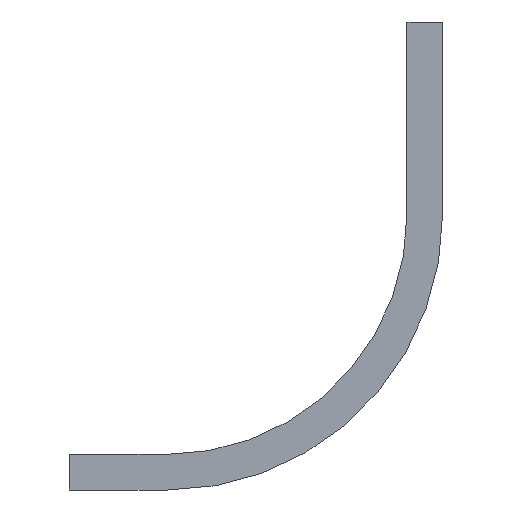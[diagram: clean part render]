
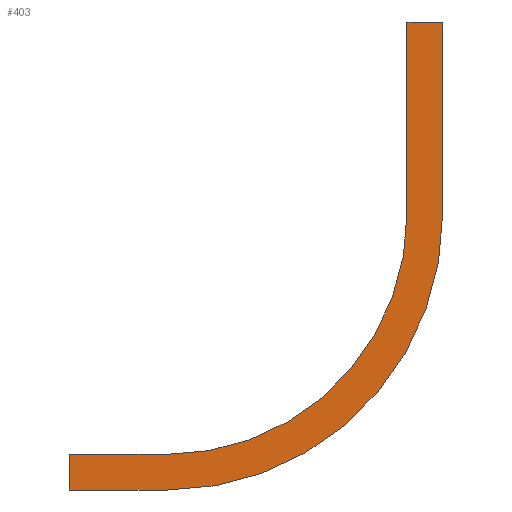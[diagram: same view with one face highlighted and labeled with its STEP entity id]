
A CAD part, front view. The second image highlights one B-rep face of the part: STEP entity #403.
In plain terms, the highlighted planar face has unit normal (0, -1, 0).
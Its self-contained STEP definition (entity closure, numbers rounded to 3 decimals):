
#17=CIRCLE('',#421,60.5);
#22=CIRCLE('',#432,69.5);
#39=FACE_OUTER_BOUND('',#59,.T.);
#59=EDGE_LOOP('',(#318,#319,#320,#321,#322,#323,#324,#325));
#81=LINE('',#578,#130);
#93=LINE('',#607,#142);
#102=LINE('',#633,#151);
#105=LINE('',#639,#154);
#106=LINE('',#640,#155);
#107=LINE('',#641,#156);
#130=VECTOR('',#464,10.);
#142=VECTOR('',#486,10.);
#151=VECTOR('',#511,10.);
#154=VECTOR('',#516,10.);
#155=VECTOR('',#517,10.);
#156=VECTOR('',#518,10.);
#176=VERTEX_POINT('',#574);
#178=VERTEX_POINT('',#577);
#185=VERTEX_POINT('',#594);
#186=VERTEX_POINT('',#596);
#190=VERTEX_POINT('',#605);
#198=VERTEX_POINT('',#630);
#199=VERTEX_POINT('',#632);
#201=VERTEX_POINT('',#638);
#217=EDGE_CURVE('',#178,#176,#81,.F.);
#226=EDGE_CURVE('',#186,#185,#17,.T.);
#231=EDGE_CURVE('',#185,#190,#93,.T.);
#244=EDGE_CURVE('',#199,#198,#102,.F.);
#247=EDGE_CURVE('',#201,#176,#105,.T.);
#248=EDGE_CURVE('',#186,#201,#106,.F.);
#249=EDGE_CURVE('',#199,#190,#107,.T.);
#250=EDGE_CURVE('',#198,#178,#22,.T.);
#318=ORIENTED_EDGE('',*,*,#247,.F.);
#319=ORIENTED_EDGE('',*,*,#248,.F.);
#320=ORIENTED_EDGE('',*,*,#226,.T.);
#321=ORIENTED_EDGE('',*,*,#231,.T.);
#322=ORIENTED_EDGE('',*,*,#249,.F.);
#323=ORIENTED_EDGE('',*,*,#244,.T.);
#324=ORIENTED_EDGE('',*,*,#250,.T.);
#325=ORIENTED_EDGE('',*,*,#217,.T.);
#384=PLANE('',#431);
#403=ADVANCED_FACE('',(#39),#384,.T.);
#421=AXIS2_PLACEMENT_3D('',#597,#478,#479);
#431=AXIS2_PLACEMENT_3D('',#637,#514,#515);
#432=AXIS2_PLACEMENT_3D('',#642,#519,#520);
#464=DIRECTION('',(0.,0.,-1.));
#478=DIRECTION('center_axis',(0.,1.,0.));
#479=DIRECTION('ref_axis',(0.707,0.,-0.707));
#486=DIRECTION('',(-1.,0.,0.));
#511=DIRECTION('',(-1.,0.,0.));
#514=DIRECTION('center_axis',(0.,-1.,0.));
#515=DIRECTION('ref_axis',(-1.,0.,0.));
#516=DIRECTION('',(1.,0.,0.));
#517=DIRECTION('',(0.,0.,-1.));
#518=DIRECTION('',(0.,0.,1.));
#519=DIRECTION('center_axis',(0.,-1.,0.));
#520=DIRECTION('ref_axis',(0.707,0.,-0.707));
#574=CARTESIAN_POINT('',(152.608,0.17,-42.957));
#577=CARTESIAN_POINT('',(152.608,0.17,-91.577));
#578=CARTESIAN_POINT('',(152.608,0.17,-63.74));
#594=CARTESIAN_POINT('',(83.108,0.17,-152.077));
#596=CARTESIAN_POINT('',(143.608,0.17,-91.577));
#597=CARTESIAN_POINT('Origin',(83.108,0.17,-91.577));
#605=CARTESIAN_POINT('',(58.407,0.17,-152.077));
#607=CARTESIAN_POINT('',(68.407,0.17,-152.077));
#630=CARTESIAN_POINT('',(83.108,0.17,-161.077));
#632=CARTESIAN_POINT('',(58.407,0.17,-161.077));
#633=CARTESIAN_POINT('',(63.907,0.17,-161.077));
#637=CARTESIAN_POINT('Origin',(58.907,0.17,-56.577));
#638=CARTESIAN_POINT('',(143.608,0.17,-42.957));
#639=CARTESIAN_POINT('',(82.207,0.17,-42.957));
#640=CARTESIAN_POINT('',(143.608,0.17,-63.74));
#641=CARTESIAN_POINT('',(58.407,0.17,-48.821));
#642=CARTESIAN_POINT('Origin',(83.108,0.17,-91.577));
